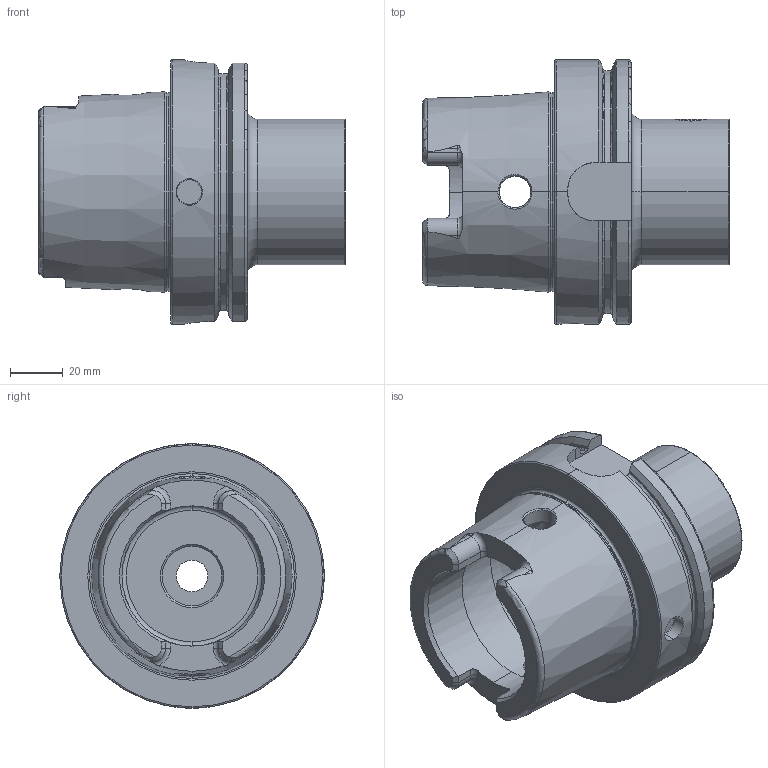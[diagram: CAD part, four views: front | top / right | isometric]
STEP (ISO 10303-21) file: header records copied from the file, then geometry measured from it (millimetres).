
FILE_DESCRIPTION (( 'STEP AP203' ), '1' );
FILE_NAME ('HA0.MB5.K01.066.STEP', '2011-12-23T10:52:29', ( 'baer' ), ( 'Hewlett-Packard Company' ), 'SwSTEP 2.0', 'SolidWorks 2011', '' );
FILE_SCHEMA (( 'CONFIG_CONTROL_DESIGN' ));
Length unit declared in the file: millimetre
Products named in the file (3): HA0-MB5.K01.066_A_Fertigbearbeitung; HA0.MB5.K01.066; MB5-ER1.001.017_A
Assembly tree (2 placements, depth 2):
  HA0.MB5.K01.066
    MB5-ER1.001.017_A
    HA0-MB5.K01.066_A_Fertigbearbeitung
Bounding box: 115.9 x 100 x 100 mm (x, y, z)
Volume: 316598.2 mm3; surface area: 59870.4 mm2
Topology: 2 solids, 2 shells, 210 faces, 538 edges, 334 vertices
Faces by surface type: cylinder 65, plane 58, cone 40, torus 39, bspline 8
Entity records: 8370 total; most frequent: CARTESIAN_POINT 3085, ORIENTED_EDGE 1072, DIRECTION 1038, EDGE_CURVE 536, AXIS2_PLACEMENT_3D 426, VERTEX_POINT 334, EDGE_LOOP 222, CIRCLE 219
